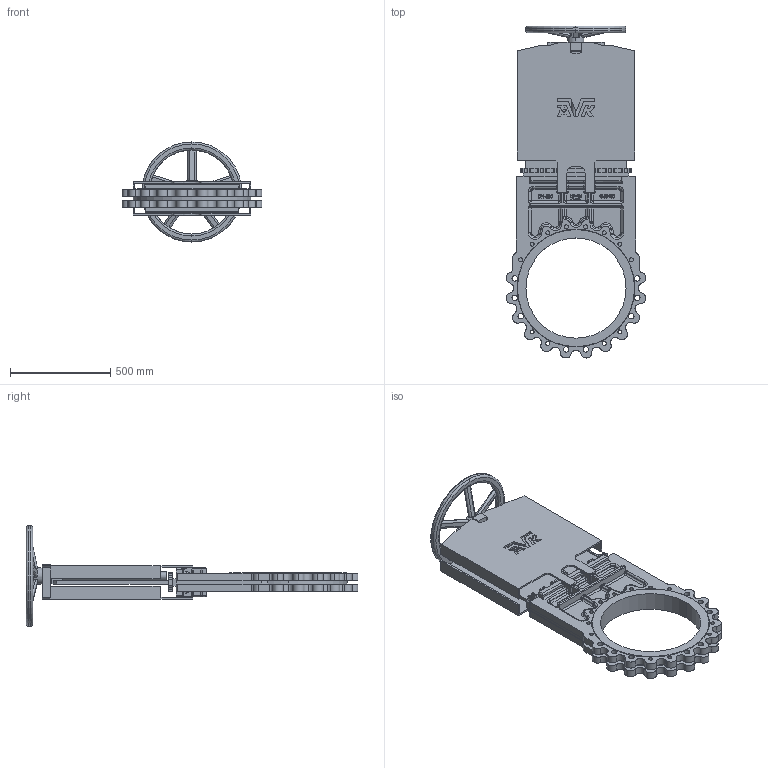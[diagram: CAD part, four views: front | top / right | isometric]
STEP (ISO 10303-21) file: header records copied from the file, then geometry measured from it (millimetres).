
FILE_DESCRIPTION (( 'STEP AP203' ), '1' );
FILE_NAME ('70250010034.STEP', '2017-03-23T10:47:42', ( '' ), ( '' ), 'SwSTEP 2.0', 'SolidWorks 2016', '' );
FILE_SCHEMA (( 'CONFIG_CONTROL_DESIGN' ));
Products named in the file (1): 70250010034
Bounding box: 698 x 1656.95 x 500 mm (x, y, z)
Volume: 43890991.2 mm3; surface area: 4247254.2 mm2
Topology: 1 solids, 1 shells, 1853 faces, 5010 edges, 3138 vertices
Faces by surface type: cylinder 797, plane 659, bspline 194, torus 143, sphere 58, cone 2
Entity records: 72711 total; most frequent: CARTESIAN_POINT 26549, ORIENTED_EDGE 9864, DIRECTION 9489, EDGE_CURVE 4932, AXIS2_PLACEMENT_3D 3411, VERTEX_POINT 3138, LINE 2667, VECTOR 2667
